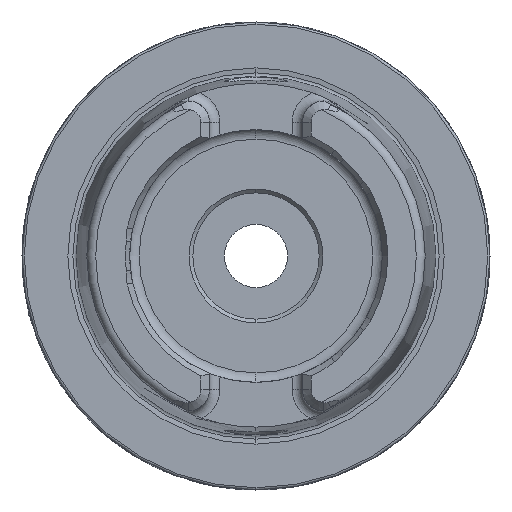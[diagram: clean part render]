
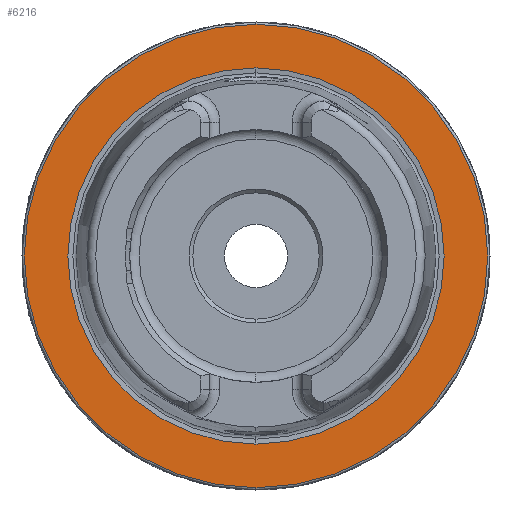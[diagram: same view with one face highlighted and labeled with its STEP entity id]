
A CAD part, left-side view. The second image highlights one B-rep face of the part: STEP entity #6216.
In plain terms, the highlighted planar face has unit normal (-1, 0, 0).
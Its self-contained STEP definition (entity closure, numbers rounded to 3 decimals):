
#292 = CARTESIAN_POINT ( 'NONE',  ( 0., 0., 0. ) ) ;
#293 = DIRECTION ( 'NONE',  ( -1., 0., 0. ) ) ;
#294 = DIRECTION ( 'NONE',  ( 0., 0., 1. ) ) ;
#302 = CARTESIAN_POINT ( 'NONE',  ( 0., 0., 0. ) ) ;
#303 = DIRECTION ( 'NONE',  ( -1., 0., 0. ) ) ;
#304 = DIRECTION ( 'NONE',  ( 0., 0., 1. ) ) ;
#526 = AXIS2_PLACEMENT_3D ( 'NONE', #7852, #7858, #7859 ) ;
#1407 = VERTEX_POINT ( 'NONE', #8684 ) ;
#1412 = VERTEX_POINT ( 'NONE', #8694 ) ;
#1414 = VERTEX_POINT ( 'NONE', #8698 ) ;
#1415 = VERTEX_POINT ( 'NONE', #8700 ) ;
#1463 = EDGE_LOOP ( 'NONE', ( #9999, #10000 ) ) ;
#1468 = EDGE_LOOP ( 'NONE', ( #9997, #9998 ) ) ;
#2392 = AXIS2_PLACEMENT_3D ( 'NONE', #292, #293, #294 ) ;
#2395 = AXIS2_PLACEMENT_3D ( 'NONE', #302, #303, #304 ) ;
#2426 = AXIS2_PLACEMENT_3D ( 'NONE', #4530, #4532, #4534 ) ;
#2427 = AXIS2_PLACEMENT_3D ( 'NONE', #4538, #4540, #4542 ) ;
#3573 = EDGE_CURVE ( 'NONE', #1407, #1412, #9484, .T. ) ;
#3577 = EDGE_CURVE ( 'NONE', #1414, #1415, #9491, .T. ) ;
#4530 = CARTESIAN_POINT ( 'NONE',  ( 0., 0., 0. ) ) ;
#4532 = DIRECTION ( 'NONE',  ( -1., 0., 0. ) ) ;
#4534 = DIRECTION ( 'NONE',  ( 0., 0., 1. ) ) ;
#4538 = CARTESIAN_POINT ( 'NONE',  ( 0., 0., 0. ) ) ;
#4540 = DIRECTION ( 'NONE',  ( -1., 0., 0. ) ) ;
#4542 = DIRECTION ( 'NONE',  ( 0., 0., 1. ) ) ;
#4886 = EDGE_CURVE ( 'NONE', #1415, #1414, #9553, .T. ) ;
#4887 = EDGE_CURVE ( 'NONE', #1412, #1407, #9554, .T. ) ;
#6216 = ADVANCED_FACE ( 'NONE', ( #9090, #9106 ), #7853, .F. ) ;
#7852 = CARTESIAN_POINT ( 'NONE',  ( 0., 31.2, 0. ) ) ;
#7853 = PLANE ( 'NONE',  #526 ) ;
#7858 = DIRECTION ( 'NONE',  ( 1., 0., 0. ) ) ;
#7859 = DIRECTION ( 'NONE',  ( 0., 0., -1. ) ) ;
#8684 = CARTESIAN_POINT ( 'NONE',  ( 0., 0., -25.324 ) ) ;
#8694 = CARTESIAN_POINT ( 'NONE',  ( 0., 0., 25.324 ) ) ;
#8698 = CARTESIAN_POINT ( 'NONE',  ( 0., 0., 31.2 ) ) ;
#8700 = CARTESIAN_POINT ( 'NONE',  ( 0., 0., -31.2 ) ) ;
#9090 = FACE_BOUND ( 'NONE', #1468, .T. ) ;
#9106 = FACE_OUTER_BOUND ( 'NONE', #1463, .T. ) ;
#9484 = CIRCLE ( 'NONE', #2392, 25.324 ) ;
#9491 = CIRCLE ( 'NONE', #2395, 31.2 ) ;
#9553 = CIRCLE ( 'NONE', #2426, 31.2 ) ;
#9554 = CIRCLE ( 'NONE', #2427, 25.324 ) ;
#9997 = ORIENTED_EDGE ( 'NONE', *, *, #4887, .F. ) ;
#9998 = ORIENTED_EDGE ( 'NONE', *, *, #3573, .F. ) ;
#9999 = ORIENTED_EDGE ( 'NONE', *, *, #3577, .T. ) ;
#10000 = ORIENTED_EDGE ( 'NONE', *, *, #4886, .T. ) ;
